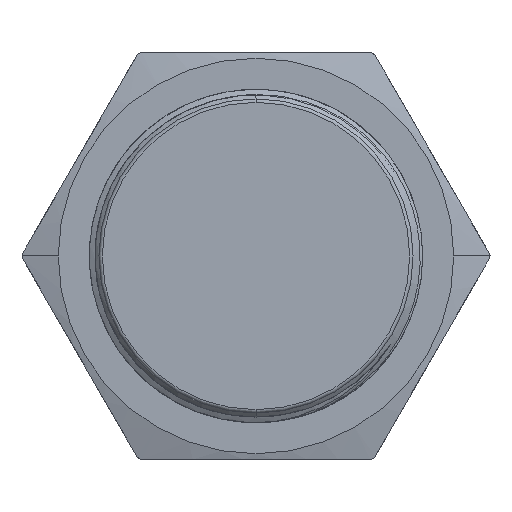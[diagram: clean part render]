
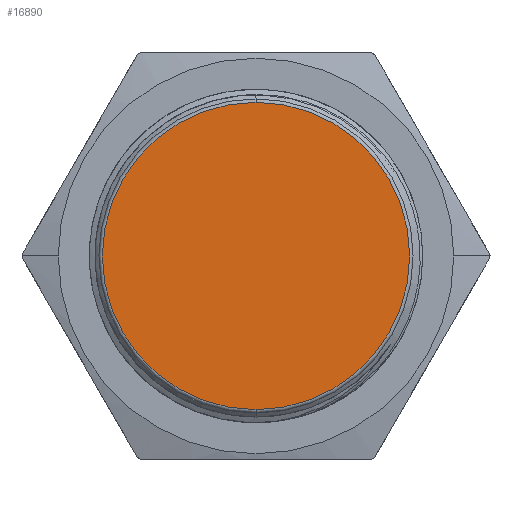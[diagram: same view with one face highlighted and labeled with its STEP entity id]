
A CAD part, front view. The second image highlights one B-rep face of the part: STEP entity #16890.
In plain terms, the highlighted planar face has unit normal (0, -1, 0).
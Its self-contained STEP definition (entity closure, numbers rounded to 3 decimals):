
#7936 = PLANE ( 'NONE',  #29592 ) ;
#8377 = CIRCLE ( 'NONE', #33186, 13.6 ) ;
#8771 = DIRECTION ( 'NONE',  ( 0., 1., 0. ) ) ;
#11487 = DIRECTION ( 'NONE',  ( 0., 0., -1. ) ) ;
#16890 = ADVANCED_FACE ( 'NONE', ( #21717 ), #7936, .T. ) ;
#21717 = FACE_OUTER_BOUND ( 'NONE', #42072, .T. ) ;
#22536 = CIRCLE ( 'NONE', #28574, 13.6 ) ;
#23353 = VERTEX_POINT ( 'NONE', #29936 ) ;
#23400 = CARTESIAN_POINT ( 'NONE',  ( 0., 6., 13.6 ) ) ;
#24521 = VERTEX_POINT ( 'NONE', #23400 ) ;
#25016 = DIRECTION ( 'NONE',  ( 0., 0., 1. ) ) ;
#25665 = CARTESIAN_POINT ( 'NONE',  ( 0., 6., 0. ) ) ;
#28574 = AXIS2_PLACEMENT_3D ( 'NONE', #25665, #8771, #25016 ) ;
#29592 = AXIS2_PLACEMENT_3D ( 'NONE', #35259, #39009, #11487 ) ;
#29936 = CARTESIAN_POINT ( 'NONE',  ( 0., 6., -13.6 ) ) ;
#30359 = EDGE_CURVE ( 'NONE', #24521, #23353, #8377, .T. ) ;
#30618 = CARTESIAN_POINT ( 'NONE',  ( 0., 6., 0. ) ) ;
#33186 = AXIS2_PLACEMENT_3D ( 'NONE', #30618, #41273, #34175 ) ;
#34175 = DIRECTION ( 'NONE',  ( 0., 0., 1. ) ) ;
#35259 = CARTESIAN_POINT ( 'NONE',  ( 0., 6., 0. ) ) ;
#37694 = EDGE_CURVE ( 'NONE', #24521, #23353, #22536, .T. ) ;
#38699 = ORIENTED_EDGE ( 'NONE', *, *, #30359, .T. ) ;
#39009 = DIRECTION ( 'NONE',  ( 0., -1., 0. ) ) ;
#39626 = ORIENTED_EDGE ( 'NONE', *, *, #37694, .F. ) ;
#41273 = DIRECTION ( 'NONE',  ( 0., -1., 0. ) ) ;
#42072 = EDGE_LOOP ( 'NONE', ( #38699, #39626 ) ) ;
